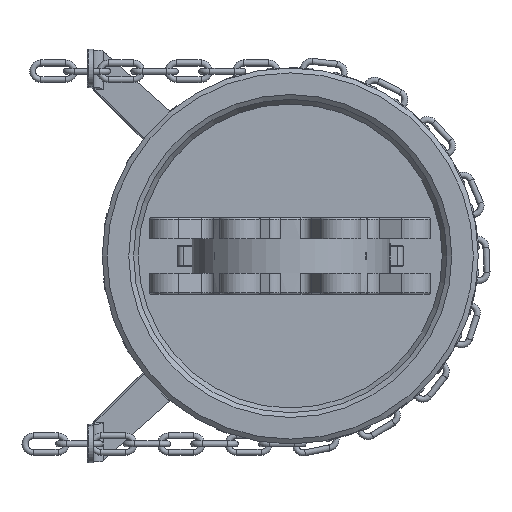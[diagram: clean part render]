
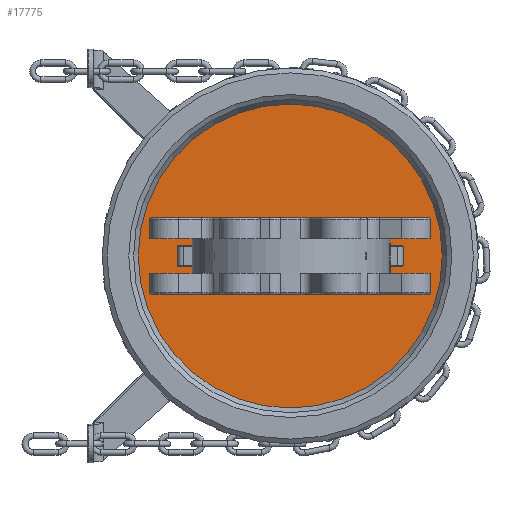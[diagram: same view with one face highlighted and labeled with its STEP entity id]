
A CAD part, front view. The second image highlights one B-rep face of the part: STEP entity #17775.
In plain terms, the highlighted planar face has unit normal (0, -1, 0).
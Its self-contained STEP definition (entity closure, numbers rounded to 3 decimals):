
#1257=FACE_BOUND('',#3342,.T.);
#1535=PLANE('',#19688);
#2303=FACE_OUTER_BOUND('',#3341,.T.);
#3341=EDGE_LOOP('',(#14400));
#3342=EDGE_LOOP('',(#14401));
#6235=CIRCLE('',#19689,101.063);
#6236=CIRCLE('',#19690,18.898);
#7748=VERTEX_POINT('',#31464);
#7749=VERTEX_POINT('',#31466);
#10076=EDGE_CURVE('',#7748,#7748,#6235,.T.);
#10077=EDGE_CURVE('',#7749,#7749,#6236,.T.);
#14400=ORIENTED_EDGE('',*,*,#10076,.T.);
#14401=ORIENTED_EDGE('',*,*,#10077,.F.);
#17775=ADVANCED_FACE('',(#2303,#1257),#1535,.F.);
#19688=AXIS2_PLACEMENT_3D('',#31463,#24133,#24134);
#19689=AXIS2_PLACEMENT_3D('',#31465,#24135,#24136);
#19690=AXIS2_PLACEMENT_3D('',#31467,#24137,#24138);
#24133=DIRECTION('center_axis',(0.,1.,0.));
#24134=DIRECTION('ref_axis',(0.,0.,1.));
#24135=DIRECTION('center_axis',(0.,-1.,0.));
#24136=DIRECTION('ref_axis',(1.,0.,0.));
#24137=DIRECTION('center_axis',(0.,-1.,0.));
#24138=DIRECTION('ref_axis',(1.,0.,0.));
#31463=CARTESIAN_POINT('Origin',(0.,5.023,-101.063));
#31464=CARTESIAN_POINT('',(0.,5.023,101.063));
#31465=CARTESIAN_POINT('Origin',(0.,5.023,0.));
#31466=CARTESIAN_POINT('',(0.,5.023,18.898));
#31467=CARTESIAN_POINT('Origin',(0.,5.023,0.));
